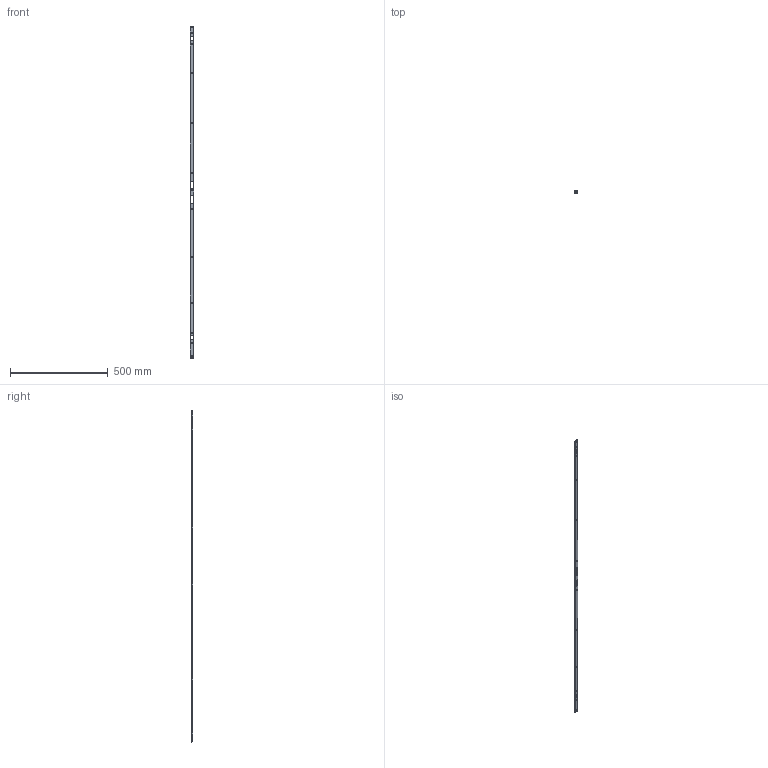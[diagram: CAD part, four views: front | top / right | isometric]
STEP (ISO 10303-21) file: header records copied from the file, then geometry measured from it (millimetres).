
FILE_DESCRIPTION (( 'STEP AP203' ), '1' );
FILE_NAME ('D001336037-001-Leiste.STEP', '2023-11-22T10:19:01', ( '' ), ( '' ), 'SwSTEP 2.0', 'SolidWorks 2022', '' );
FILE_SCHEMA (( 'CONFIG_CONTROL_DESIGN' ));
Length unit declared in the file: millimetre
Products named in the file (1): D001336037-001-Leiste
Bounding box: 20 x 10 x 1702 mm (x, y, z)
Volume: 129521.7 mm3; surface area: 174394.2 mm2
Topology: 1 solids, 1 shells, 200 faces, 642 edges, 416 vertices
Faces by surface type: cylinder 128, plane 44, cone 24, torus 4
Entity records: 7529 total; most frequent: CARTESIAN_POINT 1807, ORIENTED_EDGE 1284, DIRECTION 1122, EDGE_CURVE 642, VERTEX_POINT 416, AXIS2_PLACEMENT_3D 409, LINE 304, VECTOR 304
